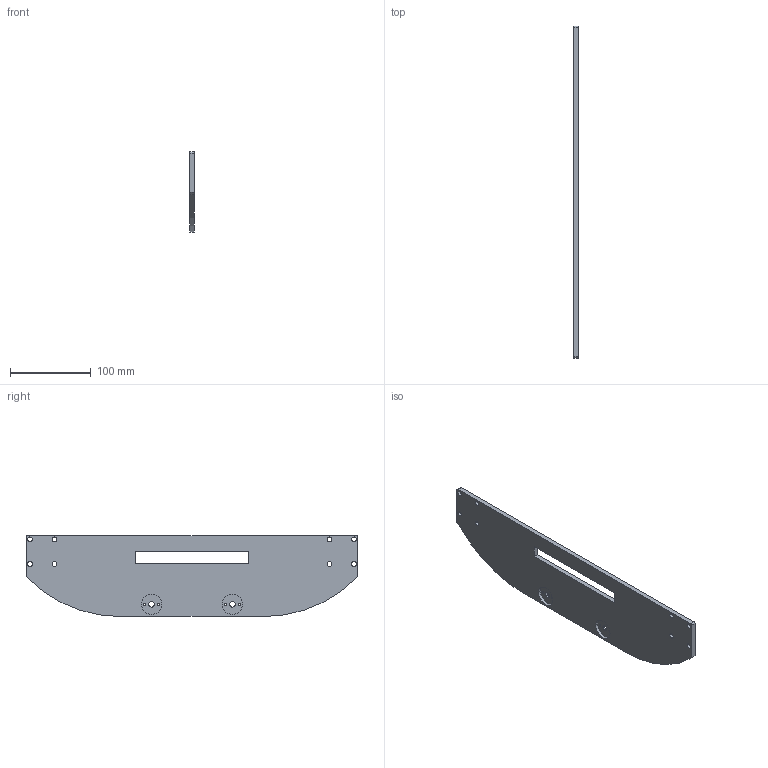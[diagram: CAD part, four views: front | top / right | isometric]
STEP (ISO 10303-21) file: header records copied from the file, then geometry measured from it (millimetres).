
FILE_DESCRIPTION(('CATIA V5 STEP Exchange'),'2;1');
FILE_NAME('TS10001.stp','2021-10-09T18:41:21+00:00',('none'),('none'),'CATIA Version 5 Release 21 GA (IN-10)','CATIA V5 STEP AP214','none');
FILE_SCHEMA(('AUTOMOTIVE_DESIGN { 1 0 10303 214 1 1 1 1 }'));
Length unit declared in the file: millimetre
Products named in the file (1): TS10001
Bounding box: 6 x 410 x 100 mm (x, y, z)
Volume: 207024.1 mm3; surface area: 79228.5 mm2
Topology: 1 solids, 1 shells, 50 faces, 138 edges, 92 vertices
Faces by surface type: cylinder 36, plane 14
Entity records: 1672 total; most frequent: ORIENTED_EDGE 276, CARTESIAN_POINT 264, DIRECTION 204, EDGE_CURVE 138, AXIS2_PLACEMENT_3D 106, VERTEX_POINT 92, EDGE_LOOP 82, CIRCLE 72
